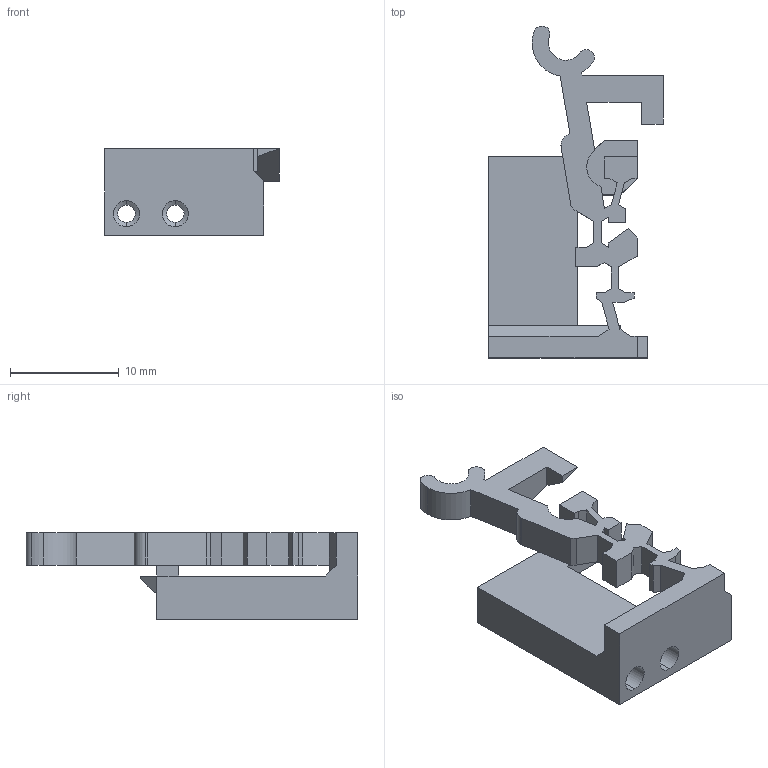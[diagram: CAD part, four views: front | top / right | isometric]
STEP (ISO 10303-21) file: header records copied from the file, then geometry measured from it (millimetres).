
FILE_DESCRIPTION (( 'STEP AP214' ), '1' );
FILE_NAME ('switch-wide-cantilever.STEP', '2025-10-26T19:39:45', ( '' ), ( '' ), 'SwSTEP 2.0', 'SolidWorks 2025', '' );
FILE_SCHEMA (( 'AUTOMOTIVE_DESIGN' ));
Length unit declared in the file: millimetre
Products named in the file (1): switch-wide-cantilever
Bounding box: 16.07 x 30.55 x 8 mm (x, y, z)
Volume: 966.3 mm3; surface area: 1565.3 mm2
Topology: 1 solids, 1 shells, 106 faces, 303 edges, 197 vertices
Faces by surface type: plane 83, cylinder 19, cone 4
Entity records: 3440 total; most frequent: CARTESIAN_POINT 607, ORIENTED_EDGE 606, DIRECTION 555, EDGE_CURVE 303, VECTOR 265, LINE 265, VERTEX_POINT 197, AXIS2_PLACEMENT_3D 145
